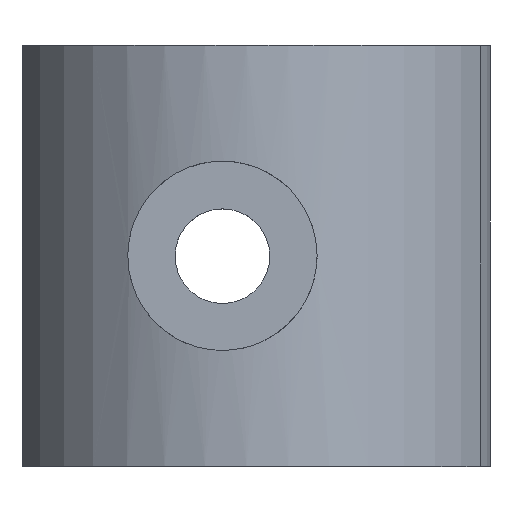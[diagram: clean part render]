
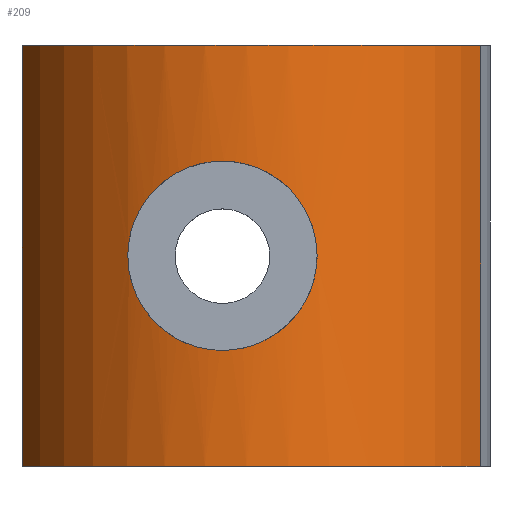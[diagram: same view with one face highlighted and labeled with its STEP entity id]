
A CAD part, top view. The second image highlights one B-rep face of the part: STEP entity #209.
In plain terms, the highlighted cylindrical face has radius 4.7 mm (diameter 9.4 mm), a partial arc.
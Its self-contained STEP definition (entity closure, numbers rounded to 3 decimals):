
#2 = CARTESIAN_POINT ( 'NONE',  ( 4.327, 5.118, 4.63 ) ) ;
#3 = ORIENTED_EDGE ( 'NONE', *, *, #151, .F. ) ;
#24 = CARTESIAN_POINT ( 'NONE',  ( 4.327, 2.883, 4.63 ) ) ;
#26 = CARTESIAN_POINT ( 'NONE',  ( 1.975, 2.449, 4.447 ) ) ;
#36 = CARTESIAN_POINT ( 'NONE',  ( 3.78, 2.427, 4.693 ) ) ;
#39 = CARTESIAN_POINT ( 'NONE',  ( 1.454, 5.102, 4.235 ) ) ;
#41 = CARTESIAN_POINT ( 'NONE',  ( 4.071, 5.369, 4.666 ) ) ;
#42 = ORIENTED_EDGE ( 'NONE', *, *, #363, .F. ) ;
#43 = CARTESIAN_POINT ( 'NONE',  ( 1.154, 4.471, 4.073 ) ) ;
#46 = CARTESIAN_POINT ( 'NONE',  ( 1.189, 4.584, 4.093 ) ) ;
#51 = ORIENTED_EDGE ( 'NONE', *, *, #292, .F. ) ;
#53 = EDGE_LOOP ( 'NONE', ( #489, #308, #51, #221 ) ) ;
#54 = LINE ( 'NONE', #545, #116 ) ;
#56 = CARTESIAN_POINT ( 'NONE',  ( 1.096, 3.88, 4.038 ) ) ;
#57 = EDGE_LOOP ( 'NONE', ( #42, #3 ) ) ;
#59 = VECTOR ( 'NONE', #122, 1000. ) ;
#67 = CARTESIAN_POINT ( 'NONE',  ( 7.808, 0., 1.88 ) ) ;
#69 = CARTESIAN_POINT ( 'NONE',  ( 3.102, 2.208, 4.685 ) ) ;
#70 = CARTESIAN_POINT ( 'NONE',  ( 3.5, 0., 0. ) ) ;
#79 = CARTESIAN_POINT ( 'NONE',  ( 3.978, 5.443, 4.677 ) ) ;
#82 = CARTESIAN_POINT ( 'NONE',  ( 3.5, 8., 0. ) ) ;
#85 = CARTESIAN_POINT ( 'NONE',  ( 4.696, 4., 4.545 ) ) ;
#102 = CARTESIAN_POINT ( 'NONE',  ( 1.096, 4., 4.038 ) ) ;
#107 = AXIS2_PLACEMENT_3D ( 'NONE', #269, #413, #411 ) ;
#110 = EDGE_CURVE ( 'NONE', #352, #414, #544, .T. ) ;
#113 = CARTESIAN_POINT ( 'NONE',  ( 3.335, 2.25, 4.699 ) ) ;
#115 = VERTEX_POINT ( 'NONE', #574 ) ;
#116 = VECTOR ( 'NONE', #320, 1000. ) ;
#120 = CARTESIAN_POINT ( 'NONE',  ( 4.696, 3.762, 4.545 ) ) ;
#122 = DIRECTION ( 'NONE',  ( 0., -1., 0. ) ) ;
#133 = CARTESIAN_POINT ( 'NONE',  ( 4.684, 4.24, 4.549 ) ) ;
#145 = VERTEX_POINT ( 'NONE', #306 ) ;
#149 = CARTESIAN_POINT ( 'NONE',  ( 1.325, 3.09, 4.168 ) ) ;
#151 = EDGE_CURVE ( 'NONE', #115, #145, #368, .T. ) ;
#152 = CARTESIAN_POINT ( 'NONE',  ( 1.154, 3.528, 4.073 ) ) ;
#159 = CARTESIAN_POINT ( 'NONE',  ( 3.451, 2.284, 4.701 ) ) ;
#162 = CARTESIAN_POINT ( 'NONE',  ( 4.464, 3.085, 4.601 ) ) ;
#167 = CARTESIAN_POINT ( 'NONE',  ( 4.647, 3.522, 4.559 ) ) ;
#177 = CARTESIAN_POINT ( 'NONE',  ( 3.335, 5.75, 4.699 ) ) ;
#192 = CARTESIAN_POINT ( 'NONE',  ( 1.698, 2.652, 4.342 ) ) ;
#199 = CARTESIAN_POINT ( 'NONE',  ( 2.4, 2.266, 4.571 ) ) ;
#205 = DIRECTION ( 'NONE',  ( 0., 0., -1. ) ) ;
#209 = ADVANCED_FACE ( 'NONE', ( #444, #303 ), #478, .T. ) ;
#212 = CARTESIAN_POINT ( 'NONE',  ( 1.096, 4., 4.038 ) ) ;
#217 = CARTESIAN_POINT ( 'NONE',  ( 1.972, 5.549, 4.446 ) ) ;
#220 = CARTESIAN_POINT ( 'NONE',  ( 1.108, 4.24, 4.046 ) ) ;
#221 = ORIENTED_EDGE ( 'NONE', *, *, #514, .T. ) ;
#231 = CARTESIAN_POINT ( 'NONE',  ( 1.19, 3.414, 4.093 ) ) ;
#234 = CARTESIAN_POINT ( 'NONE',  ( 1.456, 2.896, 4.236 ) ) ;
#237 = VERTEX_POINT ( 'NONE', #318 ) ;
#238 = CARTESIAN_POINT ( 'NONE',  ( 3.674, 2.373, 4.698 ) ) ;
#242 = CARTESIAN_POINT ( 'NONE',  ( 3.979, 2.558, 4.677 ) ) ;
#256 = DIRECTION ( 'NONE',  ( 0., 0., -1. ) ) ;
#260 = CARTESIAN_POINT ( 'NONE',  ( 4.601, 4.588, 4.569 ) ) ;
#262 = EDGE_CURVE ( 'NONE', #443, #414, #54, .T. ) ;
#269 = CARTESIAN_POINT ( 'NONE',  ( 3.5, 8., 0. ) ) ;
#281 = LINE ( 'NONE', #517, #59 ) ;
#286 = AXIS2_PLACEMENT_3D ( 'NONE', #82, #531, #256 ) ;
#292 = EDGE_CURVE ( 'NONE', #237, #443, #493, .T. ) ;
#299 = CARTESIAN_POINT ( 'NONE',  ( 1.696, 5.347, 4.341 ) ) ;
#303 = FACE_BOUND ( 'NONE', #57, .T. ) ;
#306 = CARTESIAN_POINT ( 'NONE',  ( 1.096, 4., 4.038 ) ) ;
#308 = ORIENTED_EDGE ( 'NONE', *, *, #262, .F. ) ;
#318 = CARTESIAN_POINT ( 'NONE',  ( -0.917, 8., 1.607 ) ) ;
#320 = DIRECTION ( 'NONE',  ( 0., -1., 0. ) ) ;
#333 = CARTESIAN_POINT ( 'NONE',  ( 2.288, 2.302, 4.542 ) ) ;
#337 = DIRECTION ( 'NONE',  ( 0., 1., 0. ) ) ;
#346 = AXIS2_PLACEMENT_3D ( 'NONE', #70, #337, #205 ) ;
#348 = CARTESIAN_POINT ( 'NONE',  ( 2.979, 5.802, 4.673 ) ) ;
#351 = CARTESIAN_POINT ( 'NONE',  ( 4.696, 4.119, 4.545 ) ) ;
#352 = VERTEX_POINT ( 'NONE', #371 ) ;
#357 = CARTESIAN_POINT ( 'NONE',  ( 1.325, 4.911, 4.168 ) ) ;
#363 = EDGE_CURVE ( 'NONE', #145, #115, #490, .T. ) ;
#368 = B_SPLINE_CURVE_WITH_KNOTS ( 'NONE', 3,
 ( #85, #351, #133, #481, #260, #400, #2, #41, #79, #571, #537, #398, #177, #485, #348, #440, #488, #442, #217, #389, #299, #39, #357, #46, #43, #220, #393, #212 ),
 .UNSPECIFIED., .F., .F.,
 ( 4, 2, 2, 2, 2, 2, 2, 2, 2, 2, 2, 2, 2, 4 ),
 ( 0.002, 0.003, 0.003, 0.004, 0.004, 0.004, 0.005, 0.005, 0.006, 0.006, 0.006, 0.007, 0.008, 0.008 ),
 .UNSPECIFIED. ) ;
#371 = CARTESIAN_POINT ( 'NONE',  ( -0.917, 0., 1.607 ) ) ;
#375 = CARTESIAN_POINT ( 'NONE',  ( 7.808, 8., 1.88 ) ) ;
#377 = CARTESIAN_POINT ( 'NONE',  ( 2.744, 2.202, 4.64 ) ) ;
#389 = CARTESIAN_POINT ( 'NONE',  ( 1.783, 5.42, 4.376 ) ) ;
#393 = CARTESIAN_POINT ( 'NONE',  ( 1.096, 4.12, 4.038 ) ) ;
#398 = CARTESIAN_POINT ( 'NONE',  ( 3.449, 5.717, 4.701 ) ) ;
#400 = CARTESIAN_POINT ( 'NONE',  ( 4.462, 4.918, 4.601 ) ) ;
#408 = CARTESIAN_POINT ( 'NONE',  ( 1.787, 2.578, 4.378 ) ) ;
#411 = DIRECTION ( 'NONE',  ( 0., 0., -1. ) ) ;
#413 = DIRECTION ( 'NONE',  ( 0., 1., 0. ) ) ;
#414 = VERTEX_POINT ( 'NONE', #67 ) ;
#440 = CARTESIAN_POINT ( 'NONE',  ( 2.625, 5.795, 4.624 ) ) ;
#442 = CARTESIAN_POINT ( 'NONE',  ( 2.074, 5.605, 4.48 ) ) ;
#443 = VERTEX_POINT ( 'NONE', #375 ) ;
#444 = FACE_OUTER_BOUND ( 'NONE', #53, .T. ) ;
#457 = CARTESIAN_POINT ( 'NONE',  ( 1.108, 3.762, 4.046 ) ) ;
#465 = CARTESIAN_POINT ( 'NONE',  ( 4.696, 4., 4.545 ) ) ;
#470 = CARTESIAN_POINT ( 'NONE',  ( 2.983, 2.198, 4.673 ) ) ;
#478 = CYLINDRICAL_SURFACE ( 'NONE', #286, 4.7 ) ;
#481 = CARTESIAN_POINT ( 'NONE',  ( 4.636, 4.474, 4.561 ) ) ;
#485 = CARTESIAN_POINT ( 'NONE',  ( 3.099, 5.792, 4.684 ) ) ;
#488 = CARTESIAN_POINT ( 'NONE',  ( 2.391, 5.743, 4.573 ) ) ;
#489 = ORIENTED_EDGE ( 'NONE', *, *, #110, .T. ) ;
#490 = B_SPLINE_CURVE_WITH_KNOTS ( 'NONE', 3,
 ( #102, #56, #457, #152, #231, #149, #234, #192, #408, #26, #510, #333, #199, #559, #377, #470, #69, #113, #159, #238, #36, #242, #561, #24, #162, #167, #120, #465 ),
 .UNSPECIFIED., .F., .F.,
 ( 4, 2, 2, 2, 2, 2, 2, 2, 2, 2, 2, 2, 2, 4 ),
 ( 0.008, 0.008, 0.009, 0.009, 0.01, 0.01, 0.01, 0.011, 0.011, 0.011, 0.012, 0.012, 0.013, 0.014 ),
 .UNSPECIFIED. ) ;
#493 = CIRCLE ( 'NONE', #107, 4.7 ) ;
#510 = CARTESIAN_POINT ( 'NONE',  ( 2.075, 2.394, 4.48 ) ) ;
#514 = EDGE_CURVE ( 'NONE', #237, #352, #281, .T. ) ;
#517 = CARTESIAN_POINT ( 'NONE',  ( -0.917, 8., 1.607 ) ) ;
#531 = DIRECTION ( 'NONE',  ( 0., -1., 0. ) ) ;
#537 = CARTESIAN_POINT ( 'NONE',  ( 3.671, 5.629, 4.698 ) ) ;
#544 = CIRCLE ( 'NONE', #346, 4.7 ) ;
#545 = CARTESIAN_POINT ( 'NONE',  ( 7.808, 8., 1.88 ) ) ;
#559 = CARTESIAN_POINT ( 'NONE',  ( 2.627, 2.216, 4.62 ) ) ;
#561 = CARTESIAN_POINT ( 'NONE',  ( 4.073, 2.634, 4.666 ) ) ;
#571 = CARTESIAN_POINT ( 'NONE',  ( 3.779, 5.573, 4.693 ) ) ;
#574 = CARTESIAN_POINT ( 'NONE',  ( 4.696, 4., 4.545 ) ) ;
